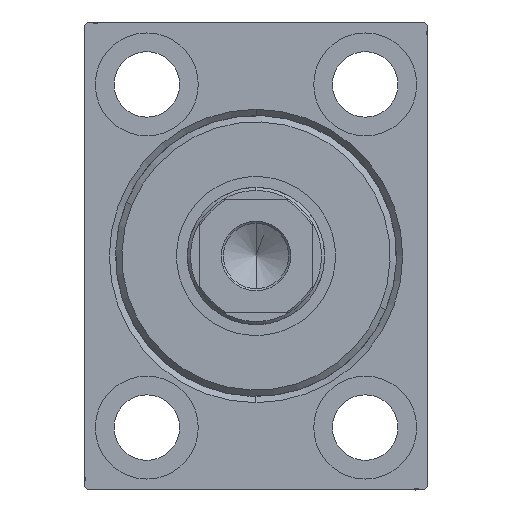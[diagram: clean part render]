
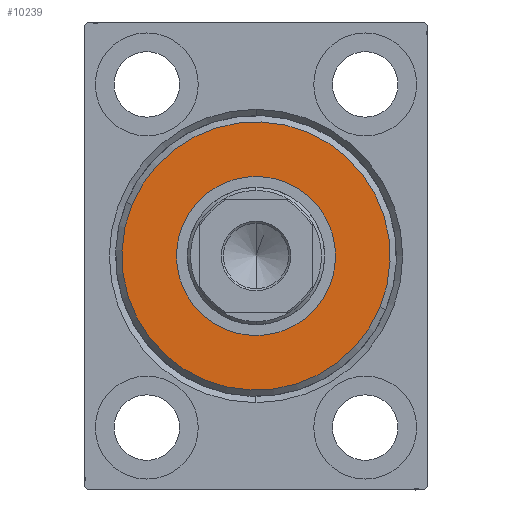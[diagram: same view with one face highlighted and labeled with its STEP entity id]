
A CAD part, left-side view. The second image highlights one B-rep face of the part: STEP entity #10239.
In plain terms, the highlighted face is planar.
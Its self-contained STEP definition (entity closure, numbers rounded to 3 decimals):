
#359 = CARTESIAN_POINT ( 'NONE',  ( 3., 0., 21.5 ) ) ;
#690 = CIRCLE ( 'NONE', #17590, 12.75 ) ;
#1538 = DIRECTION ( 'NONE',  ( 0., 0., -1. ) ) ;
#1943 = EDGE_CURVE ( 'NONE', #14479, #43315, #24032, .T. ) ;
#2323 = EDGE_LOOP ( 'NONE', ( #15269, #8857 ) ) ;
#4718 = PLANE ( 'NONE',  #21373 ) ;
#5489 = CARTESIAN_POINT ( 'NONE',  ( 3., 0., -12.75 ) ) ;
#6630 = CIRCLE ( 'NONE', #10114, 21.5 ) ;
#7259 = VERTEX_POINT ( 'NONE', #359 ) ;
#7842 = CIRCLE ( 'NONE', #25482, 21.5 ) ;
#7868 = VERTEX_POINT ( 'NONE', #31456 ) ;
#8440 = FACE_OUTER_BOUND ( 'NONE', #2323, .T. ) ;
#8857 = ORIENTED_EDGE ( 'NONE', *, *, #35765, .T. ) ;
#10114 = AXIS2_PLACEMENT_3D ( 'NONE', #12626, #22554, #18604 ) ;
#10239 = ADVANCED_FACE ( 'NONE', ( #8440, #15065 ), #4718, .T. ) ;
#11280 = ORIENTED_EDGE ( 'NONE', *, *, #1943, .T. ) ;
#12626 = CARTESIAN_POINT ( 'NONE',  ( 3., 0., 0. ) ) ;
#14479 = VERTEX_POINT ( 'NONE', #5489 ) ;
#15053 = CARTESIAN_POINT ( 'NONE',  ( 3., 0., 0. ) ) ;
#15065 = FACE_BOUND ( 'NONE', #25717, .T. ) ;
#15269 = ORIENTED_EDGE ( 'NONE', *, *, #29277, .T. ) ;
#16267 = AXIS2_PLACEMENT_3D ( 'NONE', #19388, #19171, #42944 ) ;
#17507 = DIRECTION ( 'NONE',  ( 1., 0., 0. ) ) ;
#17590 = AXIS2_PLACEMENT_3D ( 'NONE', #41853, #32161, #1538 ) ;
#17944 = EDGE_CURVE ( 'NONE', #43315, #14479, #690, .T. ) ;
#18164 = DIRECTION ( 'NONE',  ( 0., 0., -1. ) ) ;
#18604 = DIRECTION ( 'NONE',  ( 0., 0., -1. ) ) ;
#19171 = DIRECTION ( 'NONE',  ( -1., 0., 0. ) ) ;
#19388 = CARTESIAN_POINT ( 'NONE',  ( 3., 0., 0. ) ) ;
#21373 = AXIS2_PLACEMENT_3D ( 'NONE', #24781, #28285, #18164 ) ;
#22554 = DIRECTION ( 'NONE',  ( 1., 0., 0. ) ) ;
#24032 = CIRCLE ( 'NONE', #16267, 12.75 ) ;
#24768 = DIRECTION ( 'NONE',  ( 0., 0., -1. ) ) ;
#24781 = CARTESIAN_POINT ( 'NONE',  ( 3., 0., 0. ) ) ;
#24894 = CARTESIAN_POINT ( 'NONE',  ( 3., 0., 12.75 ) ) ;
#25482 = AXIS2_PLACEMENT_3D ( 'NONE', #15053, #17507, #24768 ) ;
#25714 = ORIENTED_EDGE ( 'NONE', *, *, #17944, .T. ) ;
#25717 = EDGE_LOOP ( 'NONE', ( #25714, #11280 ) ) ;
#28285 = DIRECTION ( 'NONE',  ( 1., 0., 0. ) ) ;
#29277 = EDGE_CURVE ( 'NONE', #7259, #7868, #7842, .T. ) ;
#31456 = CARTESIAN_POINT ( 'NONE',  ( 3., 0., -21.5 ) ) ;
#32161 = DIRECTION ( 'NONE',  ( -1., 0., 0. ) ) ;
#35765 = EDGE_CURVE ( 'NONE', #7868, #7259, #6630, .T. ) ;
#41853 = CARTESIAN_POINT ( 'NONE',  ( 3., 0., 0. ) ) ;
#42944 = DIRECTION ( 'NONE',  ( 0., 0., -1. ) ) ;
#43315 = VERTEX_POINT ( 'NONE', #24894 ) ;
